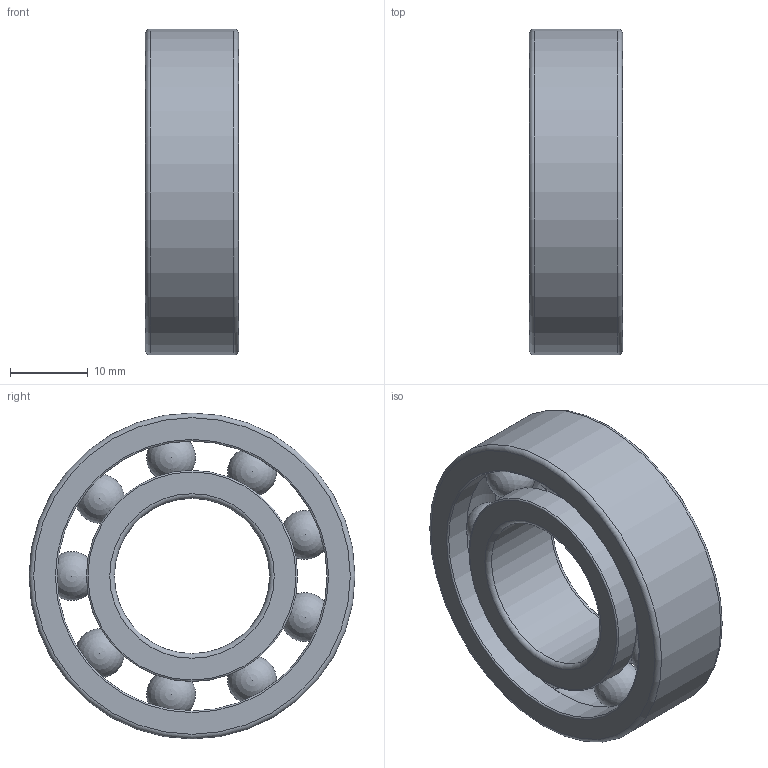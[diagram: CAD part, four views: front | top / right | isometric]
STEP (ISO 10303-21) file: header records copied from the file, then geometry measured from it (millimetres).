
FILE_DESCRIPTION( ( 'STEP AP214' ), '1' );
FILE_NAME( 'SKF_6004.stp', '2022-05-14T10:02:17', ( 'License CC BY-ND 4.0' ), ( 'CADENAS' ), ' ', 'PARTsolutions', ' ' );
FILE_SCHEMA( ( 'AUTOMOTIVE_DESIGN { 1 0 10303 214 1 1 1 1 }' ) );
Length unit declared in the file: millimetre
Products named in the file (5): SKF_6004; _SKF_6004_PART1; _SKF_6004_PART2; _SKF_6004_PART3; _SKF_6004_PART4
Assembly tree (20 placements, depth 2):
  SKF_6004
    _SKF_6004_PART1
    _SKF_6004_PART2
    _SKF_6004_PART3  x9
    _SKF_6004_PART4  x9
Bounding box: 12 x 42 x 42 mm (x, y, z)
Volume: 8704.4 mm3; surface area: 7241.8 mm2
Topology: 11 solids, 11 shells, 29 faces, 63 edges, 47 vertices
Faces by surface type: torus 10, sphere 9, cylinder 6, plane 4
Full cylindrical faces by diameter (mm): 20 x1, 27.2 x2, 34.8 x2, 42 x1
Entity records: 820 total; most frequent: DIRECTION 124, CARTESIAN_POINT 86, AXIS2_PLACEMENT_3D 62, EDGE_LOOP 40, ORIENTED_EDGE 40, FACE_OUTER_BOUND 36, PRODUCT_DEFINITION_SHAPE 25, VERTEX_POINT 23
